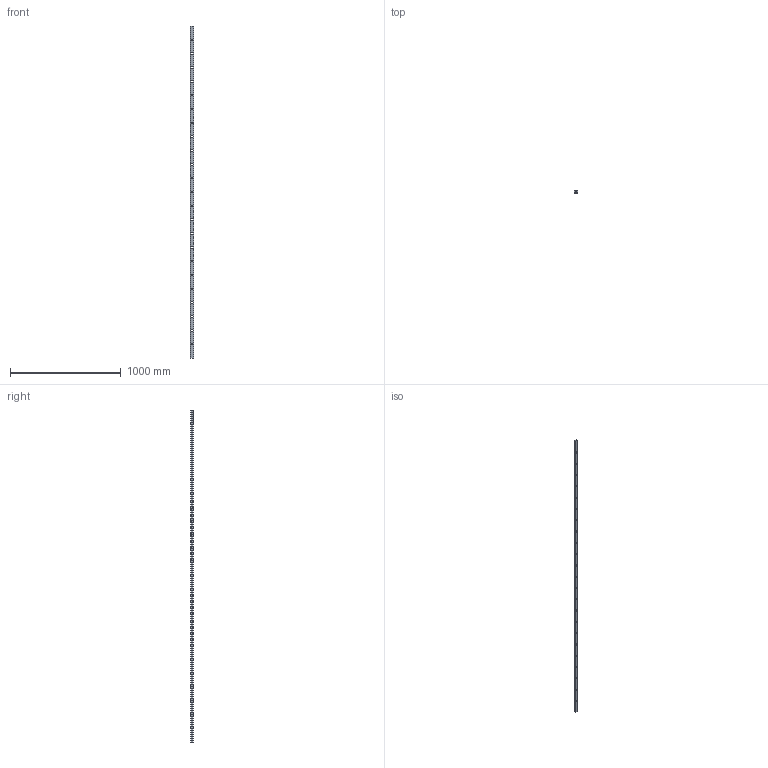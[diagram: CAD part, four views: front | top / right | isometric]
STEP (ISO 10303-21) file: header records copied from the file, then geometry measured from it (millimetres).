
FILE_DESCRIPTION (( 'STEP AP203' ), '1' );
FILE_NAME ('69901.step', '2022-06-23T11:40:10', ( '' ), ( '' ), 'SwSTEP 2.0', 'SolidWorks 2018', '' );
FILE_SCHEMA (( 'CONFIG_CONTROL_DESIGN' ));
Length unit declared in the file: millimetre
Products named in the file (1): 69901
Bounding box: 30 x 20 x 3000 mm (x, y, z)
Volume: 515849.4 mm3; surface area: 520998.6 mm2
Topology: 1 solids, 1 shells, 418 faces, 1185 edges, 790 vertices
Faces by surface type: plane 306, bspline 104, cylinder 8
Entity records: 18486 total; most frequent: CARTESIAN_POINT 8058, ORIENTED_EDGE 2370, DIRECTION 1623, EDGE_CURVE 1185, VECTOR 961, LINE 961, VERTEX_POINT 790, EDGE_LOOP 533
